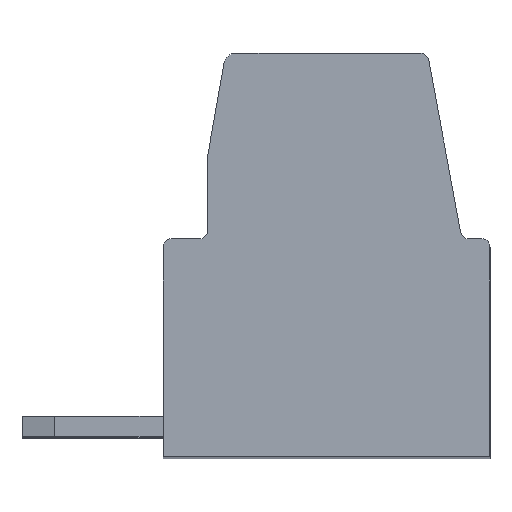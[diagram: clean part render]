
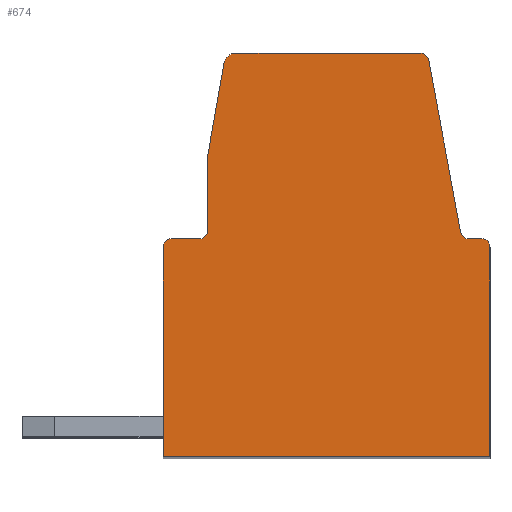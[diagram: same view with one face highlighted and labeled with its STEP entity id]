
A CAD part, top view. The second image highlights one B-rep face of the part: STEP entity #674.
In plain terms, the highlighted planar face has unit normal (0, 0, 1).
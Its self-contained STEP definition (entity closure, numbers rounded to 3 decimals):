
#674 = ADVANCED_FACE( '', ( #1448 ), #1449, .F. );
#1448 = FACE_OUTER_BOUND( '', #2343, .T. );
#1449 = PLANE( '', #2344 );
#2343 = EDGE_LOOP( '', ( #4200, #4201, #4202, #4203, #4204, #4205, #4206, #4207, #4208, #4209, #4210, #4211, #4212, #4213, #4214 ) );
#2344 = AXIS2_PLACEMENT_3D( '', #4215, #4216, #4217 );
#4200 = ORIENTED_EDGE( '', *, *, #6195, .T. );
#4201 = ORIENTED_EDGE( '', *, *, #5500, .T. );
#4202 = ORIENTED_EDGE( '', *, *, #6196, .F. );
#4203 = ORIENTED_EDGE( '', *, *, #5656, .T. );
#4204 = ORIENTED_EDGE( '', *, *, #6197, .T. );
#4205 = ORIENTED_EDGE( '', *, *, #6016, .T. );
#4206 = ORIENTED_EDGE( '', *, *, #6190, .T. );
#4207 = ORIENTED_EDGE( '', *, *, #6198, .T. );
#4208 = ORIENTED_EDGE( '', *, *, #5532, .F. );
#4209 = ORIENTED_EDGE( '', *, *, #6199, .T. );
#4210 = ORIENTED_EDGE( '', *, *, #6106, .F. );
#4211 = ORIENTED_EDGE( '', *, *, #5984, .T. );
#4212 = ORIENTED_EDGE( '', *, *, #6200, .T. );
#4213 = ORIENTED_EDGE( '', *, *, #6201, .T. );
#4214 = ORIENTED_EDGE( '', *, *, #6119, .F. );
#4215 = CARTESIAN_POINT( '', ( 0.81, -4.4, 0. ) );
#4216 = DIRECTION( '', ( 0., 0., -1. ) );
#4217 = DIRECTION( '', ( 0., 1., 0. ) );
#5500 = EDGE_CURVE( '', #6598, #6596, #6599, .T. );
#5532 = EDGE_CURVE( '', #6655, #6657, #6658, .T. );
#5656 = EDGE_CURVE( '', #6875, #6873, #6876, .T. );
#5984 = EDGE_CURVE( '', #7395, #7393, #7396, .T. );
#6016 = EDGE_CURVE( '', #7440, #7441, #7442, .T. );
#6106 = EDGE_CURVE( '', #7395, #7582, #7583, .T. );
#6119 = EDGE_CURVE( '', #7597, #7599, #7600, .T. );
#6190 = EDGE_CURVE( '', #7441, #7695, #7697, .T. );
#6195 = EDGE_CURVE( '', #7597, #6598, #7703, .T. );
#6196 = EDGE_CURVE( '', #6875, #6596, #7704, .T. );
#6197 = EDGE_CURVE( '', #6873, #7440, #7705, .T. );
#6198 = EDGE_CURVE( '', #7695, #6657, #7706, .T. );
#6199 = EDGE_CURVE( '', #6655, #7582, #7707, .T. );
#6200 = EDGE_CURVE( '', #7393, #7708, #7709, .T. );
#6201 = EDGE_CURVE( '', #7708, #7599, #7710, .T. );
#6596 = VERTEX_POINT( '', #8195 );
#6598 = VERTEX_POINT( '', #8198 );
#6599 = LINE( '', #8199, #8200 );
#6655 = VERTEX_POINT( '', #8276 );
#6657 = VERTEX_POINT( '', #8279 );
#6658 = CIRCLE( '', #8280, 0.2 );
#6873 = VERTEX_POINT( '', #8593 );
#6875 = VERTEX_POINT( '', #8596 );
#6876 = LINE( '', #8597, #8598 );
#7393 = VERTEX_POINT( '', #9349 );
#7395 = VERTEX_POINT( '', #9352 );
#7396 = LINE( '', #9353, #9354 );
#7440 = VERTEX_POINT( '', #9416 );
#7441 = VERTEX_POINT( '', #9417 );
#7442 = LINE( '', #9418, #9419 );
#7582 = VERTEX_POINT( '', #9623 );
#7583 = CIRCLE( '', #9624, 0.2 );
#7597 = VERTEX_POINT( '', #9645 );
#7599 = VERTEX_POINT( '', #9648 );
#7600 = CIRCLE( '', #9649, 0.3 );
#7695 = VERTEX_POINT( '', #9792 );
#7697 = LINE( '', #9795, #9796 );
#7703 = LINE( '', #9804, #9805 );
#7704 = CIRCLE( '', #9806, 0.2 );
#7705 = CIRCLE( '', #9807, 0.2 );
#7706 = LINE( '', #9808, #9809 );
#7707 = LINE( '', #9810, #9811 );
#7708 = VERTEX_POINT( '', #9812 );
#7709 = CIRCLE( '', #9813, 0.2 );
#7710 = LINE( '', #9814, #9815 );
#8195 = CARTESIAN_POINT( '', ( -7., 5.6, 0. ) );
#8198 = CARTESIAN_POINT( '', ( -7., 7.448, 0. ) );
#8199 = CARTESIAN_POINT( '', ( -7., -18.438, 0. ) );
#8200 = VECTOR( '', #10335, 1000. );
#8276 = CARTESIAN_POINT( '', ( -0.2, 5.4, 0. ) );
#8279 = CARTESIAN_POINT( '', ( 0., 5.2, 0. ) );
#8280 = AXIS2_PLACEMENT_3D( '', #10372, #10373, #10374 );
#8593 = CARTESIAN_POINT( '', ( -7.9, 5.4, 0. ) );
#8596 = CARTESIAN_POINT( '', ( -7.2, 5.4, 0. ) );
#8597 = CARTESIAN_POINT( '', ( -16.414, 5.4, 0. ) );
#8598 = VECTOR( '', #10492, 1000. );
#9349 = CARTESIAN_POINT( '', ( -1.52, 9.836, 0. ) );
#9352 = CARTESIAN_POINT( '', ( -0.728, 5.564, 0. ) );
#9353 = CARTESIAN_POINT( '', ( 3.721, -18.438, 0. ) );
#9354 = VECTOR( '', #10800, 1000. );
#9416 = CARTESIAN_POINT( '', ( -8.1, 5.2, 0. ) );
#9417 = CARTESIAN_POINT( '', ( -8.1, 0., 0. ) );
#9418 = CARTESIAN_POINT( '', ( -8.1, -18.438, 0. ) );
#9419 = VECTOR( '', #10834, 1000. );
#9623 = CARTESIAN_POINT( '', ( -0.531, 5.4, 0. ) );
#9624 = AXIS2_PLACEMENT_3D( '', #10932, #10933, #10934 );
#9645 = CARTESIAN_POINT( '', ( -6.594, 9.752, 0. ) );
#9648 = CARTESIAN_POINT( '', ( -6.298, 10., 0. ) );
#9649 = AXIS2_PLACEMENT_3D( '', #10943, #10944, #10945 );
#9792 = CARTESIAN_POINT( '', ( 0., 0., 0. ) );
#9795 = CARTESIAN_POINT( '', ( -16.414, 0., 0. ) );
#9796 = VECTOR( '', #10995, 1000. );
#9804 = CARTESIAN_POINT( '', ( -11.564, -18.438, 0. ) );
#9805 = VECTOR( '', #10998, 1000. );
#9806 = AXIS2_PLACEMENT_3D( '', #10999, #11000, #11001 );
#9807 = AXIS2_PLACEMENT_3D( '', #11002, #11003, #11004 );
#9808 = CARTESIAN_POINT( '', ( 0., -18.438, 0. ) );
#9809 = VECTOR( '', #11005, 1000. );
#9810 = CARTESIAN_POINT( '', ( -16.414, 5.4, 0. ) );
#9811 = VECTOR( '', #11006, 1000. );
#9812 = CARTESIAN_POINT( '', ( -1.716, 10., 0. ) );
#9813 = AXIS2_PLACEMENT_3D( '', #11007, #11008, #11009 );
#9814 = CARTESIAN_POINT( '', ( -16.414, 10., 0. ) );
#9815 = VECTOR( '', #11010, 1000. );
#10335 = DIRECTION( '', ( 0., -1., 0. ) );
#10372 = CARTESIAN_POINT( '', ( -0.2, 5.2, 0. ) );
#10373 = DIRECTION( '', ( 0., 0., -1. ) );
#10374 = DIRECTION( '', ( -1., 0., 0. ) );
#10492 = DIRECTION( '', ( -1., 0., 0. ) );
#10800 = DIRECTION( '', ( -0.182, 0.983, 0. ) );
#10834 = DIRECTION( '', ( 0., -1., 0. ) );
#10932 = CARTESIAN_POINT( '', ( -0.531, 5.6, 0. ) );
#10933 = DIRECTION( '', ( 0., 0., 1. ) );
#10934 = DIRECTION( '', ( 1., 0., 0. ) );
#10943 = CARTESIAN_POINT( '', ( -6.298, 9.7, 0. ) );
#10944 = DIRECTION( '', ( 0., 0., -1. ) );
#10945 = DIRECTION( '', ( -1., 0., 0. ) );
#10995 = DIRECTION( '', ( 1., 0., 0. ) );
#10998 = DIRECTION( '', ( -0.174, -0.985, 0. ) );
#10999 = CARTESIAN_POINT( '', ( -7.2, 5.6, 0. ) );
#11000 = DIRECTION( '', ( 0., 0., 1. ) );
#11001 = DIRECTION( '', ( 1., 0., 0. ) );
#11002 = CARTESIAN_POINT( '', ( -7.9, 5.2, 0. ) );
#11003 = DIRECTION( '', ( 0., 0., 1. ) );
#11004 = DIRECTION( '', ( 1., 0., 0. ) );
#11005 = DIRECTION( '', ( 0., 1., 0. ) );
#11006 = DIRECTION( '', ( -1., 0., 0. ) );
#11007 = CARTESIAN_POINT( '', ( -1.716, 9.8, 0. ) );
#11008 = DIRECTION( '', ( 0., 0., 1. ) );
#11009 = DIRECTION( '', ( 1., 0., 0. ) );
#11010 = DIRECTION( '', ( -1., 0., 0. ) );
